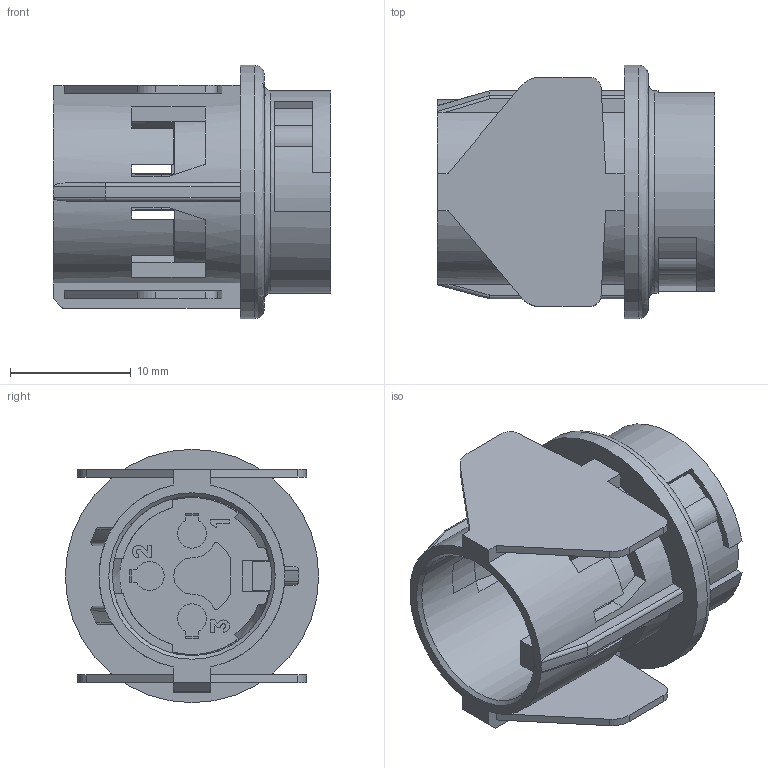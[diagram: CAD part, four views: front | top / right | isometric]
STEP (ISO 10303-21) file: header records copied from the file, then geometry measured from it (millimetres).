
FILE_DESCRIPTION(/* description */ (''),/* implementation_level */ '2;1');
FILE_NAME(/* name */ 't 3277 550 unxc001-01.stp',/* time_stamp */ '2019-07-08T15:41:57+02:00',/* author */ (''),/* organization */ (''),/* preprocessor_version */ 'ST-DEVELOPER v16.7',/* originating_system */ 'SIEMENS PLM Software NX 12.0',/* authorisation */ '');
FILE_SCHEMA (('AUTOMOTIVE_DESIGN { 1 0 10303 214 3 1 1 1 }'));
Length unit declared in the file: millimetre
Products named in the file (1): t 3277 550 unxc001-01
Bounding box: 23 x 21 x 21 mm (x, y, z)
Volume: 3099 mm3; surface area: 4101.1 mm2
Topology: 1 solids, 1 shells, 252 faces, 682 edges, 446 vertices
Faces by surface type: plane 167, cylinder 63, cone 11, bspline 8, revolution 3
Full cylindrical faces by diameter (mm): 2 x2, 14 x1, 16.8 x1, 21 x1
Entity records: 8122 total; most frequent: CARTESIAN_POINT 1776, ORIENTED_EDGE 1338, DIRECTION 1284, EDGE_CURVE 669, VERTEX_POINT 442, LINE 441, VECTOR 441, AXIS2_PLACEMENT_3D 420
